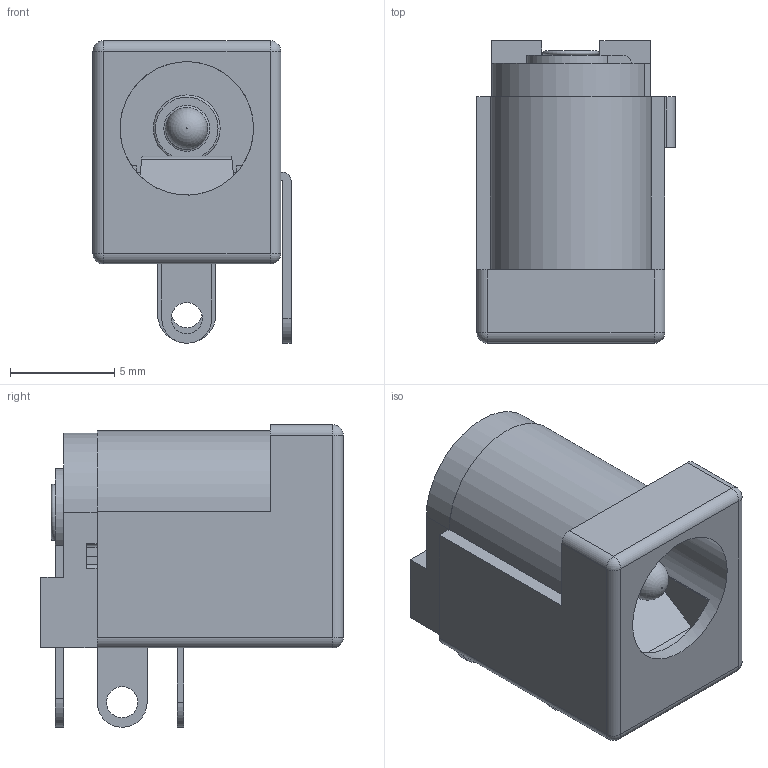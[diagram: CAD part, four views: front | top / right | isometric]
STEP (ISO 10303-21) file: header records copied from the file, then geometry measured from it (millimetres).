
FILE_DESCRIPTION(/* description */ ('Unknown'),/* implementation_level */ '2;1');
FILE_NAME(/* name */ '694106301002',/* time_stamp */ '2023-10-04T11:53:17+02:00',/* author */ ('Unknown'),/* organization */ ('Unknown'),/* preprocessor_version */ 'ST-DEVELOPER v18.102',/* originating_system */ 'Solid Edge',/* authorisation */ 'Unknown');
FILE_SCHEMA (('AUTOMOTIVE_DESIGN {1 0 10303 214 3 1 1}'));
Length unit declared in the file: millimetre
Products named in the file (7): 6941xx301002; 694106301002_PinContact; 6941xx301002_Back; 6941xx301002_PinContact2; 6941xx301002_PinLame; 6941xx301002_PinBis
Assembly tree (6 placements, depth 2):
  6941xx301002
    6941xx301002
    694106301002_PinContact
    6941xx301002_Back
    6941xx301002_PinContact2
    6941xx301002_PinLame
    6941xx301002_PinBis
Bounding box: 9.5 x 14.5 x 14.5 mm (x, y, z)
Volume: 733.1 mm3; surface area: 1737.6 mm2
Topology: 6 solids, 6 shells, 189 faces, 502 edges, 327 vertices
Faces by surface type: plane 120, cylinder 49, torus 16, sphere 4
Full cylindrical faces by diameter (mm): 1.5 x3, 1.8 x1, 2 x5, 3.2 x2, 6.4 x1
Entity records: 5844 total; most frequent: DIRECTION 985, CARTESIAN_POINT 983, ORIENTED_EDGE 938, EDGE_CURVE 469, LINE 345, VECTOR 345, AXIS2_PLACEMENT_3D 320, VERTEX_POINT 318
